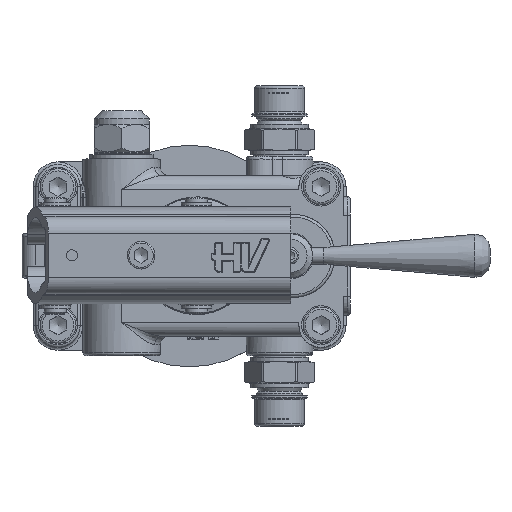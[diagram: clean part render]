
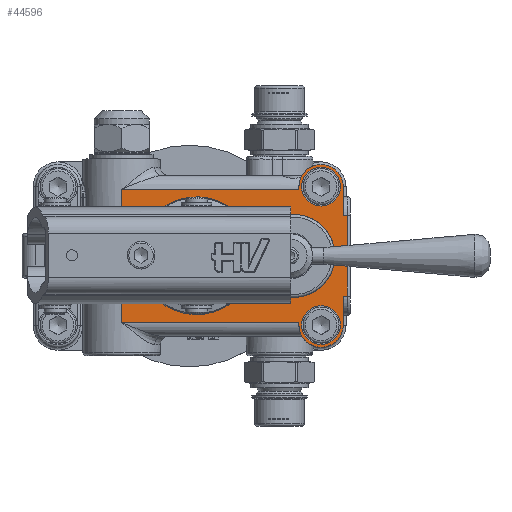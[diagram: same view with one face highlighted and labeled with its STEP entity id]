
A CAD part, top view. The second image highlights one B-rep face of the part: STEP entity #44596.
In plain terms, the highlighted planar face has unit normal (0, 0, 1).
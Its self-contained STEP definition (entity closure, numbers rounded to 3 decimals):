
#10446=CARTESIAN_POINT('',(96.,58.,43.));
#10447=VERTEX_POINT('',#10446);
#10455=CARTESIAN_POINT('',(96.,59.,43.));
#10456=VERTEX_POINT('',#10455);
#10457=CARTESIAN_POINT('',(96.,58.,43.));
#10458=DIRECTION('',(0.0,1.0,0.0));
#10459=VECTOR('',#10458,1.);
#10460=LINE('',#10457,#10459);
#10461=EDGE_CURVE('',#10447,#10456,#10460,.T.);
#10477=CARTESIAN_POINT('',(96.0,10.0,43.));
#10478=VERTEX_POINT('',#10477);
#10488=CARTESIAN_POINT('',(96.0,9.,43.));
#10489=VERTEX_POINT('',#10488);
#10496=CARTESIAN_POINT('',(96.,9.,43.));
#10497=DIRECTION('',(0.0,1.0,0.0));
#10498=VECTOR('',#10497,1.);
#10499=LINE('',#10496,#10498);
#10500=EDGE_CURVE('',#10489,#10478,#10499,.T.);
#10659=CARTESIAN_POINT('',(32.,44.122,43.));
#10660=VERTEX_POINT('',#10659);
#10709=CARTESIAN_POINT('',(33.732,41.0,43.));
#10710=VERTEX_POINT('',#10709);
#10718=CARTESIAN_POINT('',(33.732,41.0,43.));
#10719=CARTESIAN_POINT('',(33.732,41.528,43.));
#10720=CARTESIAN_POINT('',(33.438,42.767,43.));
#10721=CARTESIAN_POINT('',(32.582,43.719,43.));
#10722=CARTESIAN_POINT('',(32.,44.122,43.));
#10723=B_SPLINE_CURVE_WITH_KNOTS('',3,(#10718,#10719,#10720,#10721,#10722),.UNSPECIFIED.,.F.,.U.,(4,1,4),(2.696,2.855,3.066),.UNSPECIFIED.);
#10724=EDGE_CURVE('',#10710,#10660,#10723,.T.);
#10736=CARTESIAN_POINT('',(33.732,27.,43.));
#10737=VERTEX_POINT('',#10736);
#10745=CARTESIAN_POINT('',(33.732,27.,43.));
#10746=DIRECTION('',(0.0,1.0,0.0));
#10747=VECTOR('',#10746,14.);
#10748=LINE('',#10745,#10747);
#10749=EDGE_CURVE('',#10737,#10710,#10748,.T.);
#10782=CARTESIAN_POINT('',(32.,23.878,43.));
#10783=VERTEX_POINT('',#10782);
#10791=CARTESIAN_POINT('',(32.,23.878,43.));
#10792=CARTESIAN_POINT('',(32.433,24.178,43.));
#10793=CARTESIAN_POINT('',(33.336,25.067,43.));
#10794=CARTESIAN_POINT('',(33.732,26.29,43.0));
#10795=CARTESIAN_POINT('',(33.732,27.,43.));
#10796=B_SPLINE_CURVE_WITH_KNOTS('',3,(#10791,#10792,#10793,#10794,#10795),.UNSPECIFIED.,.F.,.U.,(4,1,4),(2.696,2.854,3.065),.UNSPECIFIED.);
#10797=EDGE_CURVE('',#10783,#10737,#10796,.T.);
#11473=CARTESIAN_POINT('',(112.0,59.,43.));
#11474=VERTEX_POINT('',#11473);
#11481=CARTESIAN_POINT('',(112.,48.5,43.));
#11482=VERTEX_POINT('',#11481);
#11483=CARTESIAN_POINT('',(112.0,59.,43.));
#11484=DIRECTION('',(0.0,-1.0,0.0));
#11485=VECTOR('',#11484,10.5);
#11486=LINE('',#11483,#11485);
#11487=EDGE_CURVE('',#11474,#11482,#11486,.T.);
#11602=CARTESIAN_POINT('',(112.0,19.5,43.));
#11603=VERTEX_POINT('',#11602);
#11611=CARTESIAN_POINT('',(112.,9.,43.));
#11612=VERTEX_POINT('',#11611);
#11613=CARTESIAN_POINT('',(112.,19.5,43.));
#11614=DIRECTION('',(0.0,-1.0,0.0));
#11615=VECTOR('',#11614,10.5);
#11616=LINE('',#11613,#11615);
#11617=EDGE_CURVE('',#11603,#11612,#11616,.T.);
#11940=CARTESIAN_POINT('',(113.5,48.5,43.));
#11941=VERTEX_POINT('',#11940);
#11951=CARTESIAN_POINT('',(112.,48.5,43.));
#11952=DIRECTION('',(1.0,0.0,0.0));
#11953=VECTOR('',#11952,1.5);
#11954=LINE('',#11951,#11953);
#11955=EDGE_CURVE('',#11482,#11941,#11954,.T.);
#11965=CARTESIAN_POINT('',(113.5,19.5,43.));
#11966=VERTEX_POINT('',#11965);
#11976=CARTESIAN_POINT('',(112.0,19.5,43.));
#11977=DIRECTION('',(1.0,0.0,0.0));
#11978=VECTOR('',#11977,1.5);
#11979=LINE('',#11976,#11978);
#11980=EDGE_CURVE('',#11603,#11966,#11979,.T.);
#12260=CARTESIAN_POINT('',(113.5,48.5,43.));
#12261=DIRECTION('',(0.0,-1.0,0.0));
#12262=VECTOR('',#12261,29.);
#12263=LINE('',#12260,#12262);
#12264=EDGE_CURVE('',#11941,#11966,#12263,.T.);
#13815=CARTESIAN_POINT('',(32.,10.0,43.));
#13816=VERTEX_POINT('',#13815);
#13847=CARTESIAN_POINT('',(96.0,10.0,43.));
#13848=DIRECTION('',(-1.0,0.0,0.0));
#13849=VECTOR('',#13848,64.);
#13850=LINE('',#13847,#13849);
#13851=EDGE_CURVE('',#10478,#13816,#13850,.T.);
#13898=CARTESIAN_POINT('',(32.0,10.,43.0));
#13899=DIRECTION('',(0.0,1.0,0.0));
#13900=VECTOR('',#13899,13.878);
#13901=LINE('',#13898,#13900);
#13902=EDGE_CURVE('',#13816,#10783,#13901,.T.);
#14620=CARTESIAN_POINT('',(32.,58.,43.));
#14621=VERTEX_POINT('',#14620);
#14961=CARTESIAN_POINT('',(32.0,44.122,43.0));
#14962=DIRECTION('',(0.0,1.0,0.0));
#14963=VECTOR('',#14962,13.878);
#14964=LINE('',#14961,#14963);
#14965=EDGE_CURVE('',#10660,#14621,#14964,.T.);
#15618=CARTESIAN_POINT('',(96.,58.,43.));
#15619=DIRECTION('',(-1.0,0.0,0.0));
#15620=VECTOR('',#15619,64.);
#15621=LINE('',#15618,#15620);
#15622=EDGE_CURVE('',#10447,#14621,#15621,.T.);
#15689=CARTESIAN_POINT('',(104.,59.,43.));
#15690=DIRECTION('',(0.0,0.0,-1.0));
#15691=DIRECTION('',(1.0,0.0,0.0));
#15692=AXIS2_PLACEMENT_3D('',#15689,#15690,#15691);
#15693=CIRCLE('',#15692,8.0);
#15694=EDGE_CURVE('',#10456,#11474,#15693,.T.);
#16030=CARTESIAN_POINT('',(83.0,44.198,43.));
#16031=VERTEX_POINT('',#16030);
#16039=CARTESIAN_POINT('',(83.0,23.802,43.));
#16040=VERTEX_POINT('',#16039);
#16041=CARTESIAN_POINT('',(83.0,23.802,43.));
#16042=DIRECTION('',(0.0,1.0,0.0));
#16043=VECTOR('',#16042,20.396);
#16044=LINE('',#16041,#16043);
#16045=EDGE_CURVE('',#16040,#16031,#16044,.T.);
#16099=CARTESIAN_POINT('',(94.,34.0,43.));
#16100=DIRECTION('',(0.0,0.0,-1.0));
#16101=DIRECTION('',(-1.0,0.0,0.0));
#16102=AXIS2_PLACEMENT_3D('',#16099,#16100,#16101);
#16103=CIRCLE('',#16102,15.0);
#16104=EDGE_CURVE('',#16031,#16040,#16103,.T.);
#16143=CARTESIAN_POINT('',(104.0,9.,43.));
#16144=DIRECTION('',(0.0,0.0,-1.0));
#16145=DIRECTION('',(-1.0,0.0,0.0));
#16146=AXIS2_PLACEMENT_3D('',#16143,#16144,#16145);
#16147=CIRCLE('',#16146,8.0);
#16148=EDGE_CURVE('',#11612,#10489,#16147,.T.);
#17043=CARTESIAN_POINT('',(111.0,9.,43.));
#17044=VERTEX_POINT('',#17043);
#17045=CARTESIAN_POINT('',(104.0,9.,43.));
#17046=DIRECTION('',(0.0,0.0,-1.0));
#17047=DIRECTION('',(1.0,0.0,0.0));
#17048=AXIS2_PLACEMENT_3D('',#17045,#17046,#17047);
#17049=CIRCLE('',#17048,7.);
#17050=EDGE_CURVE('',#17044,#17044,#17049,.T.);
#17083=CARTESIAN_POINT('',(111.,59.,43.));
#17084=VERTEX_POINT('',#17083);
#17085=CARTESIAN_POINT('',(104.,59.,43.));
#17086=DIRECTION('',(0.0,0.0,-1.0));
#17087=DIRECTION('',(1.0,0.0,0.0));
#17088=AXIS2_PLACEMENT_3D('',#17085,#17086,#17087);
#17089=CIRCLE('',#17088,7.);
#17090=EDGE_CURVE('',#17084,#17084,#17089,.T.);
#44552=CARTESIAN_POINT('',(104.,34.,43.));
#44553=DIRECTION('',(0.0,0.0,1.0));
#44554=DIRECTION('',(1.0,0.0,0.0));
#44555=AXIS2_PLACEMENT_3D('',#44552,#44553,#44554);
#44556=PLANE('',#44555);
#44557=ORIENTED_EDGE('',*,*,#12264,.F.);
#44558=ORIENTED_EDGE('',*,*,#11955,.F.);
#44559=ORIENTED_EDGE('',*,*,#11487,.F.);
#44560=ORIENTED_EDGE('',*,*,#15694,.F.);
#44561=ORIENTED_EDGE('',*,*,#10461,.F.);
#44562=ORIENTED_EDGE('',*,*,#15622,.T.);
#44563=ORIENTED_EDGE('',*,*,#14965,.F.);
#44564=ORIENTED_EDGE('',*,*,#10724,.F.);
#44565=ORIENTED_EDGE('',*,*,#10749,.F.);
#44566=ORIENTED_EDGE('',*,*,#10797,.F.);
#44567=ORIENTED_EDGE('',*,*,#13902,.F.);
#44568=ORIENTED_EDGE('',*,*,#13851,.F.);
#44569=ORIENTED_EDGE('',*,*,#10500,.F.);
#44570=ORIENTED_EDGE('',*,*,#16148,.F.);
#44571=ORIENTED_EDGE('',*,*,#11617,.F.);
#44572=ORIENTED_EDGE('',*,*,#11980,.T.);
#44573=EDGE_LOOP('',(#44557,#44558,#44559,#44560,#44561,#44562,#44563,#44564,#44565,#44566,#44567,#44568,#44569,#44570,#44571,#44572));
#44574=FACE_OUTER_BOUND('',#44573,.T.);
#44575=ORIENTED_EDGE('',*,*,#16104,.T.);
#44576=ORIENTED_EDGE('',*,*,#16045,.T.);
#44577=EDGE_LOOP('',(#44575,#44576));
#44578=FACE_BOUND('',#44577,.T.);
#44579=ORIENTED_EDGE('',*,*,#17050,.T.);
#44580=EDGE_LOOP('',(#44579));
#44581=FACE_BOUND('',#44580,.T.);
#44582=ORIENTED_EDGE('',*,*,#17090,.T.);
#44583=EDGE_LOOP('',(#44582));
#44584=FACE_BOUND('',#44583,.T.);
#44585=CARTESIAN_POINT('',(58.242,15.514,43.));
#44586=VERTEX_POINT('',#44585);
#44587=CARTESIAN_POINT('',(59.,34.,43.));
#44588=DIRECTION('',(0.0,0.0,1.0));
#44589=DIRECTION('',(1.0,0.0,0.0));
#44590=AXIS2_PLACEMENT_3D('',#44587,#44588,#44589);
#44591=CIRCLE('',#44590,18.502);
#44592=EDGE_CURVE('',#44586,#44586,#44591,.T.);
#44593=ORIENTED_EDGE('',*,*,#44592,.F.);
#44594=EDGE_LOOP('',(#44593));
#44595=FACE_BOUND('',#44594,.T.);
#44596=ADVANCED_FACE('',(#44574,#44578,#44581,#44584,#44595),#44556,.T.);
